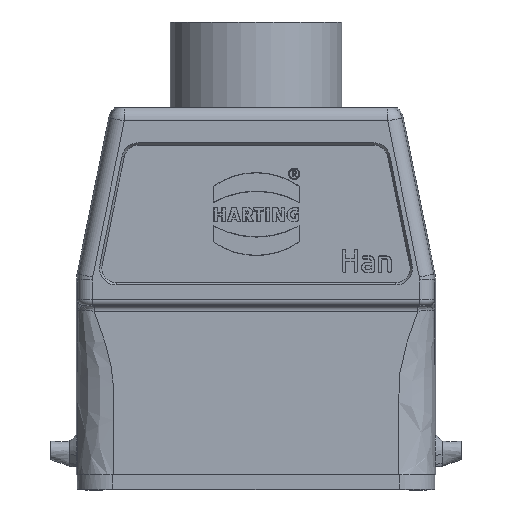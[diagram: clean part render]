
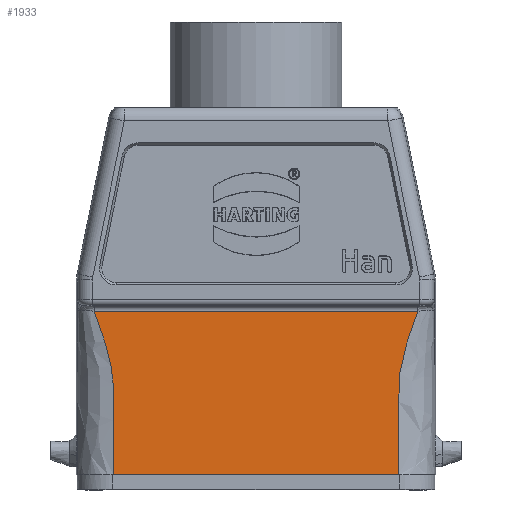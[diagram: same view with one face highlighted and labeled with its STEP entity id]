
A CAD part, front view. The second image highlights one B-rep face of the part: STEP entity #1933.
In plain terms, the highlighted planar face has unit normal (0, -1, 0).
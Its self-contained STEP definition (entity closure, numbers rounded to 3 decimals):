
#1350=(
BOUNDED_CURVE()
B_SPLINE_CURVE(3,(#18371,#18372,#18373,#18374,#18375,#18376,#18377,#18378,
#18379,#18380),.UNSPECIFIED.,.F.,.F.)
B_SPLINE_CURVE_WITH_KNOTS((4,3,3,4),(0.,0.777,0.932,
1.),.UNSPECIFIED.)
CURVE()
GEOMETRIC_REPRESENTATION_ITEM()
RATIONAL_B_SPLINE_CURVE((1.,1.,1.,1.,1.,1.,1.,1.,1.,1.))
REPRESENTATION_ITEM('')
);
#1351=(
BOUNDED_CURVE()
B_SPLINE_CURVE(3,(#18384,#18385,#18386,#18387,#18388,#18389,#18390,#18391,
#18392,#18393),.UNSPECIFIED.,.F.,.F.)
B_SPLINE_CURVE_WITH_KNOTS((4,3,3,4),(0.,0.068,0.223,
1.),.UNSPECIFIED.)
CURVE()
GEOMETRIC_REPRESENTATION_ITEM()
RATIONAL_B_SPLINE_CURVE((1.,1.,1.,1.,1.,1.,1.,1.,1.,1.))
REPRESENTATION_ITEM('')
);
#1661=PLANE('',#12293);
#1933=ADVANCED_FACE('',(#2452),#1661,.T.);
#2452=FACE_OUTER_BOUND('',#2896,.T.);
#2896=EDGE_LOOP('',(#3983,#3984,#3985,#3986));
#3983=ORIENTED_EDGE('',*,*,#6701,.T.);
#3984=ORIENTED_EDGE('',*,*,#6702,.T.);
#3985=ORIENTED_EDGE('',*,*,#6703,.T.);
#3986=ORIENTED_EDGE('',*,*,#6179,.T.);
#5468=VERTEX_POINT('',#16466);
#5473=VERTEX_POINT('',#16487);
#5893=VERTEX_POINT('',#18381);
#5894=VERTEX_POINT('',#18383);
#6179=EDGE_CURVE('',#5468,#5473,#9366,.T.);
#6701=EDGE_CURVE('',#5473,#5893,#1350,.T.);
#6702=EDGE_CURVE('',#5893,#5894,#9645,.T.);
#6703=EDGE_CURVE('',#5894,#5468,#1351,.T.);
#9366=LINE('',#16488,#10117);
#9645=LINE('',#18382,#10396);
#10117=VECTOR('',#12862,1.);
#10396=VECTOR('',#13637,1.);
#12293=AXIS2_PLACEMENT_3D('',#18394,#13638,#13639);
#12862=DIRECTION('',(1.,0.,0.));
#13637=DIRECTION('',(-1.,0.,0.));
#13638=DIRECTION('',(0.,-1.,0.));
#13639=DIRECTION('',(0.,0.,-1.));
#16466=CARTESIAN_POINT('',(-24.902,-14.75,-11.7));
#16487=CARTESIAN_POINT('',(24.902,-14.75,-11.7));
#16488=CARTESIAN_POINT('',(31.35,-14.75,-11.7));
#18371=CARTESIAN_POINT('',(24.902,-14.75,-70.8));
#18372=CARTESIAN_POINT('',(24.902,-14.75,-46.175));
#18373=CARTESIAN_POINT('',(24.902,-14.75,-21.55));
#18374=CARTESIAN_POINT('',(24.902,-14.75,3.075));
#18375=CARTESIAN_POINT('',(24.902,-14.75,8.));
#18376=CARTESIAN_POINT('',(26.769,-14.75,12.925));
#18377=CARTESIAN_POINT('',(28.636,-14.75,17.85));
#18378=CARTESIAN_POINT('',(29.455,-14.75,20.01));
#18379=CARTESIAN_POINT('',(30.274,-14.75,22.17));
#18380=CARTESIAN_POINT('',(31.093,-14.75,24.33));
#18381=CARTESIAN_POINT('',(28.257,-14.75,16.85));
#18382=CARTESIAN_POINT('',(0.,-14.75,16.85));
#18383=CARTESIAN_POINT('',(-28.257,-14.75,16.85));
#18384=CARTESIAN_POINT('',(-31.093,-14.75,24.33));
#18385=CARTESIAN_POINT('',(-30.274,-14.75,22.17));
#18386=CARTESIAN_POINT('',(-29.455,-14.75,20.01));
#18387=CARTESIAN_POINT('',(-28.636,-14.75,17.85));
#18388=CARTESIAN_POINT('',(-26.769,-14.75,12.925));
#18389=CARTESIAN_POINT('',(-24.902,-14.75,8.));
#18390=CARTESIAN_POINT('',(-24.902,-14.75,3.075));
#18391=CARTESIAN_POINT('',(-24.902,-14.75,-21.55));
#18392=CARTESIAN_POINT('',(-24.902,-14.75,-46.175));
#18393=CARTESIAN_POINT('',(-24.902,-14.75,-70.8));
#18394=CARTESIAN_POINT('',(0.,-14.75,0.));
